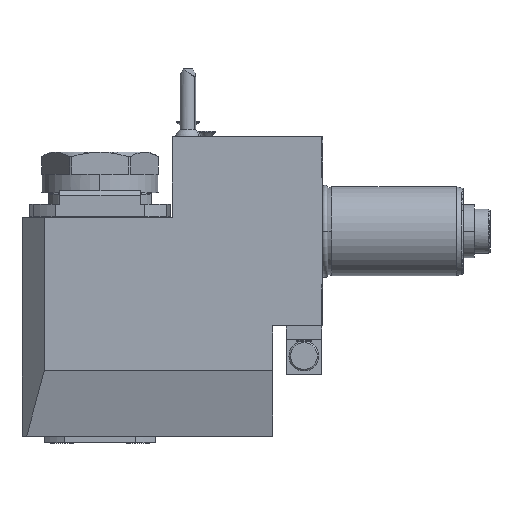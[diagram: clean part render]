
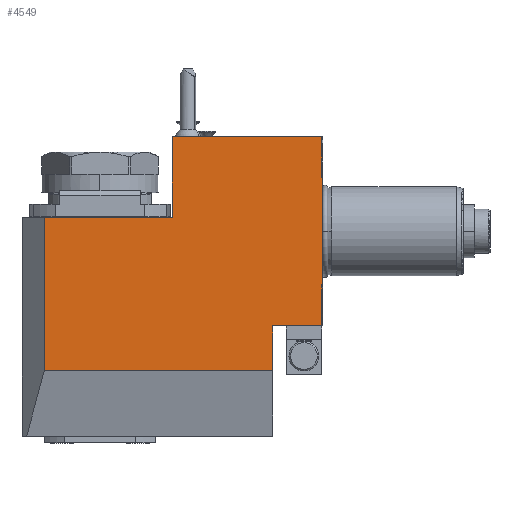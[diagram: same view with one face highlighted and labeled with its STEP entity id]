
A CAD part, front view. The second image highlights one B-rep face of the part: STEP entity #4549.
In plain terms, the highlighted planar face has unit normal (0, -1, 0).
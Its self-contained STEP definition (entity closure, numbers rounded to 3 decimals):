
#97=DIRECTION('',(-1.,0.,0.));
#98=VECTOR('',#97,67.);
#99=CARTESIAN_POINT('',(-0.5,-38.,42.5));
#100=LINE('',#99,#98);
#161=DIRECTION('',(0.,0.,1.));
#162=VECTOR('',#161,68.7);
#163=CARTESIAN_POINT('',(-125.,-38.,-62.5));
#164=LINE('',#163,#162);
#165=DIRECTION('',(1.,0.,0.));
#166=VECTOR('',#165,57.5);
#167=CARTESIAN_POINT('',(-125.,-38.,6.2));
#168=LINE('',#167,#166);
#169=DIRECTION('',(0.,0.,-1.));
#170=VECTOR('',#169,36.3);
#171=CARTESIAN_POINT('',(-67.5,-38.,42.5));
#172=LINE('',#171,#170);
#173=DIRECTION('',(0.,0.,-1.));
#174=VECTOR('',#173,18.396);
#175=CARTESIAN_POINT('',(-0.5,-38.,42.5));
#176=LINE('',#175,#174);
#177=DIRECTION('',(-1.,0.,0.));
#178=VECTOR('',#177,0.5);
#179=CARTESIAN_POINT('',(0.,-38.,24.104));
#180=LINE('',#179,#178);
#181=DIRECTION('',(-1.,0.,0.));
#182=VECTOR('',#181,0.5);
#183=CARTESIAN_POINT('',(0.,-38.,-24.104));
#184=LINE('',#183,#182);
#185=DIRECTION('',(0.,0.,-1.));
#186=VECTOR('',#185,18.396);
#187=CARTESIAN_POINT('',(-0.5,-38.,-24.104));
#188=LINE('',#187,#186);
#193=DIRECTION('',(1.,0.,0.));
#194=VECTOR('',#193,102.5);
#195=CARTESIAN_POINT('',(-125.,-38.,-62.5));
#196=LINE('',#195,#194);
#1245=DIRECTION('',(0.,0.,1.));
#1246=VECTOR('',#1245,20.);
#1247=CARTESIAN_POINT('',(-22.5,-38.,-62.5));
#1248=LINE('',#1247,#1246);
#1265=DIRECTION('',(1.,0.,0.));
#1266=VECTOR('',#1265,22.);
#1267=CARTESIAN_POINT('',(-22.5,-38.,-42.5));
#1268=LINE('',#1267,#1266);
#1402=DIRECTION('',(0.,0.,-1.));
#1403=VECTOR('',#1402,48.208);
#1404=CARTESIAN_POINT('',(0.,-38.,24.104));
#1405=LINE('',#1404,#1403);
#3573=CARTESIAN_POINT('',(0.,-38.,24.104));
#3575=VERTEX_POINT('',#3573);
#3586=CARTESIAN_POINT('',(0.,-38.,-24.104));
#3588=VERTEX_POINT('',#3586);
#3594=CARTESIAN_POINT('',(-0.5,-38.,42.5));
#3596=VERTEX_POINT('',#3594);
#3597=CARTESIAN_POINT('',(-0.5,-38.,24.104));
#3598=VERTEX_POINT('',#3597);
#3599=CARTESIAN_POINT('',(-0.5,-38.,-24.104));
#3600=CARTESIAN_POINT('',(-0.5,-38.,-42.5));
#3601=VERTEX_POINT('',#3599);
#3602=VERTEX_POINT('',#3600);
#3792=CARTESIAN_POINT('',(-22.5,-38.,-62.5));
#3794=VERTEX_POINT('',#3792);
#3800=CARTESIAN_POINT('',(-22.5,-38.,-42.5));
#3802=VERTEX_POINT('',#3800);
#3820=CARTESIAN_POINT('',(-67.5,-38.,42.5));
#3821=CARTESIAN_POINT('',(-67.5,-38.,6.2));
#3822=VERTEX_POINT('',#3820);
#3823=VERTEX_POINT('',#3821);
#3832=CARTESIAN_POINT('',(-125.,-38.,6.2));
#3833=VERTEX_POINT('',#3832);
#3841=CARTESIAN_POINT('',(-125.,-38.,-62.5));
#3843=VERTEX_POINT('',#3841);
#4519=CARTESIAN_POINT('',(-26.5,-38.,42.5));
#4520=DIRECTION('',(0.,-1.,0.));
#4521=DIRECTION('',(0.,0.,-1.));
#4522=AXIS2_PLACEMENT_3D('',#4519,#4520,#4521);
#4523=PLANE('',#4522);
#4525=ORIENTED_EDGE('',*,*,#4524,.F.);
#4527=ORIENTED_EDGE('',*,*,#4526,.T.);
#4529=ORIENTED_EDGE('',*,*,#4528,.T.);
#4531=ORIENTED_EDGE('',*,*,#4530,.F.);
#4532=ORIENTED_EDGE('',*,*,#4477,.F.);
#4534=ORIENTED_EDGE('',*,*,#4533,.T.);
#4536=ORIENTED_EDGE('',*,*,#4535,.F.);
#4538=ORIENTED_EDGE('',*,*,#4537,.T.);
#4540=ORIENTED_EDGE('',*,*,#4539,.T.);
#4542=ORIENTED_EDGE('',*,*,#4541,.T.);
#4544=ORIENTED_EDGE('',*,*,#4543,.F.);
#4546=ORIENTED_EDGE('',*,*,#4545,.F.);
#4547=EDGE_LOOP('',(#4525,#4527,#4529,#4531,#4532,#4534,#4536,#4538,#4540,#4542,
#4544,#4546));
#4548=FACE_OUTER_BOUND('',#4547,.F.);
#4549=ADVANCED_FACE('',(#4548),#4523,.T.);
#4477=EDGE_CURVE('',#3596,#3822,#100,.T.);
#4524=EDGE_CURVE('',#3843,#3794,#196,.T.);
#4526=EDGE_CURVE('',#3843,#3833,#164,.T.);
#4528=EDGE_CURVE('',#3833,#3823,#168,.T.);
#4530=EDGE_CURVE('',#3822,#3823,#172,.T.);
#4533=EDGE_CURVE('',#3596,#3598,#176,.T.);
#4535=EDGE_CURVE('',#3575,#3598,#180,.T.);
#4537=EDGE_CURVE('',#3575,#3588,#1405,.T.);
#4539=EDGE_CURVE('',#3588,#3601,#184,.T.);
#4541=EDGE_CURVE('',#3601,#3602,#188,.T.);
#4543=EDGE_CURVE('',#3802,#3602,#1268,.T.);
#4545=EDGE_CURVE('',#3794,#3802,#1248,.T.);
